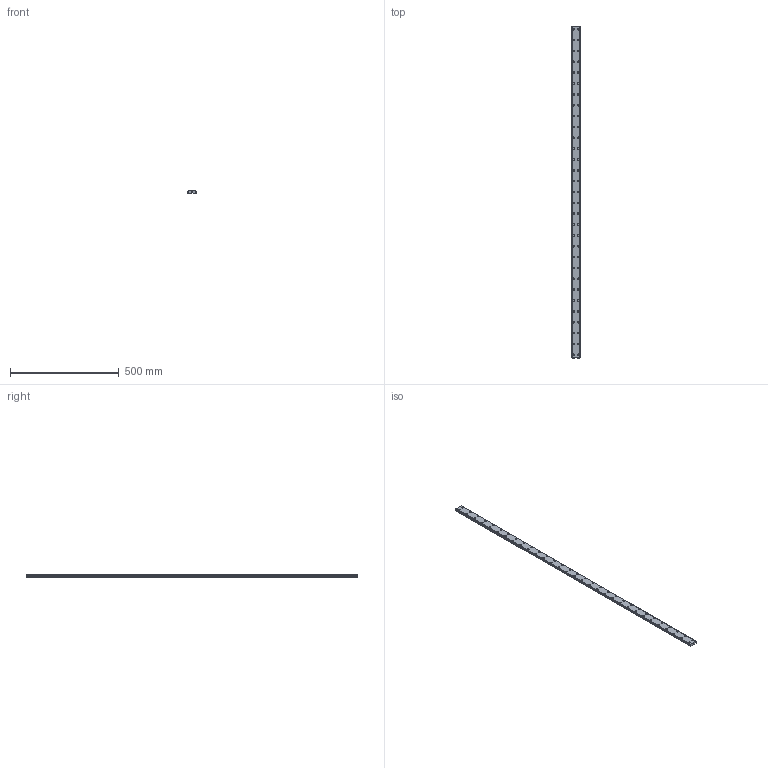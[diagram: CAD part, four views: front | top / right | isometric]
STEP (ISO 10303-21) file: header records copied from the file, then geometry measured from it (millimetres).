
FILE_DESCRIPTION(('STEP AP214'),'1');
FILE_NAME('cctmp_BA652DB2-3239-4C27-9E3C-D76980D3A602_2021_03_03_11_00_05_0800..stp','2021-03-03T10:00:06',('HIWIN GmbH'),('CADClick - www.CADClick.com'),'Spatial InterOp 3D',' ','unknown authorization');
FILE_SCHEMA(('AUTOMOTIVE_DESIGN'));
Length unit declared in the file: millimetre
Products named in the file (1): WER21R1530H_FILE
Bounding box: 37 x 1530 x 11 mm (x, y, z)
Volume: 566748.8 mm3; surface area: 166119.7 mm2
Topology: 1 solids, 1 shells, 661 faces, 1407 edges, 938 vertices
Faces by surface type: cylinder 390, plane 271
Entity records: 23493 total; most frequent: DIRECTION 3511, CARTESIAN_POINT 3007, ORIENTED_EDGE 2814, AXIS2_PLACEMENT_3D 1442, EDGE_CURVE 1407, VERTEX_POINT 938, EDGE_LOOP 851, CIRCLE 780
